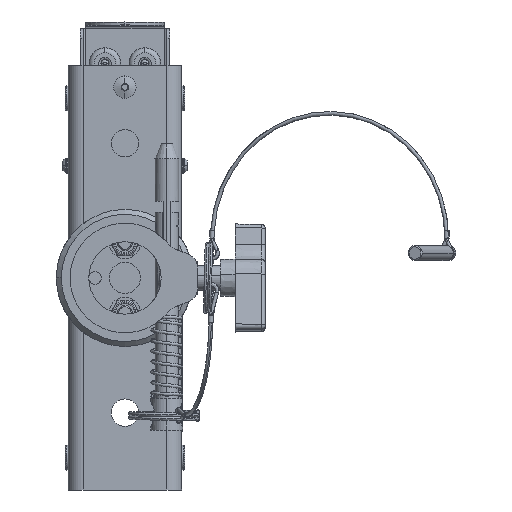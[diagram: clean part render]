
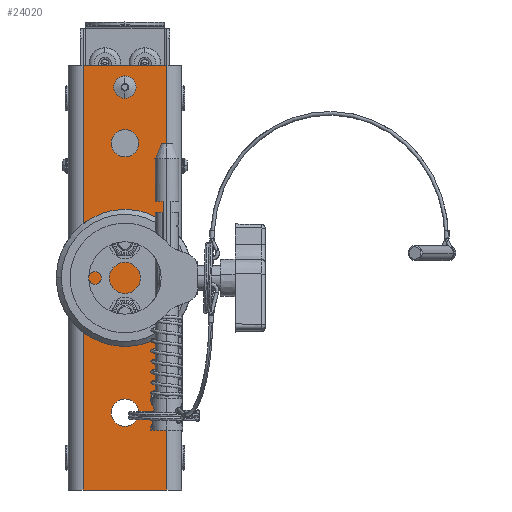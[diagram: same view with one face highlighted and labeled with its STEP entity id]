
A CAD part, front view. The second image highlights one B-rep face of the part: STEP entity #24020.
In plain terms, the highlighted planar face has unit normal (0, -1, 0).
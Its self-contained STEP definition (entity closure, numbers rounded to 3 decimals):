
#52 = DIRECTION ( 'NONE',  ( 0., -1., 0. ) ) ;
#259 = FACE_BOUND ( 'NONE', #4650, .T. ) ;
#740 = CIRCLE ( 'NONE', #40410, 5.5 ) ;
#1246 = DIRECTION ( 'NONE',  ( 0., 0., -1. ) ) ;
#1452 = CIRCLE ( 'NONE', #48319, 2.5 ) ;
#1856 = DIRECTION ( 'NONE',  ( 0., -1., 0. ) ) ;
#1935 = FACE_BOUND ( 'NONE', #6847, .T. ) ;
#2768 = CARTESIAN_POINT ( 'NONE',  ( -5.5, 0., 54. ) ) ;
#3100 = DIRECTION ( 'NONE',  ( -1., 0., 0. ) ) ;
#3534 = DIRECTION ( 'NONE',  ( 0., 0., 1. ) ) ;
#3548 = LINE ( 'NONE', #61204, #36441 ) ;
#3846 = CARTESIAN_POINT ( 'NONE',  ( 0., 0., -54. ) ) ;
#4088 = AXIS2_PLACEMENT_3D ( 'NONE', #50426, #66806, #61206 ) ;
#4650 = EDGE_LOOP ( 'NONE', ( #60566, #53385 ) ) ;
#5456 = EDGE_CURVE ( 'NONE', #48714, #56941, #46053, .T. ) ;
#6152 = VERTEX_POINT ( 'NONE', #55900 ) ;
#6793 = EDGE_CURVE ( 'NONE', #25070, #48714, #18125, .T. ) ;
#6847 = EDGE_LOOP ( 'NONE', ( #28292, #13743 ) ) ;
#7106 = VERTEX_POINT ( 'NONE', #30129 ) ;
#8205 = DIRECTION ( 'NONE',  ( 1., 0., 0. ) ) ;
#8556 = DIRECTION ( 'NONE',  ( 0., -1., 0. ) ) ;
#9394 = EDGE_CURVE ( 'NONE', #56941, #63839, #3548, .T. ) ;
#9431 = AXIS2_PLACEMENT_3D ( 'NONE', #19004, #35034, #68797 ) ;
#10440 = VERTEX_POINT ( 'NONE', #56249 ) ;
#12184 = CARTESIAN_POINT ( 'NONE',  ( 16.75, 0., 85. ) ) ;
#12578 = ORIENTED_EDGE ( 'NONE', *, *, #32571, .F. ) ;
#12824 = CARTESIAN_POINT ( 'NONE',  ( 0., 0., 54. ) ) ;
#13276 = AXIS2_PLACEMENT_3D ( 'NONE', #16757, #22383, #27814 ) ;
#13563 = EDGE_CURVE ( 'NONE', #55615, #10440, #1452, .T. ) ;
#13743 = ORIENTED_EDGE ( 'NONE', *, *, #37312, .F. ) ;
#14655 = FACE_BOUND ( 'NONE', #45419, .T. ) ;
#15722 = DIRECTION ( 'NONE',  ( 1., 0., 0. ) ) ;
#16324 = FACE_BOUND ( 'NONE', #23513, .T. ) ;
#16757 = CARTESIAN_POINT ( 'NONE',  ( 0., 0., 14. ) ) ;
#17049 = CARTESIAN_POINT ( 'NONE',  ( 5.5, 0., 54. ) ) ;
#18125 = LINE ( 'NONE', #19368, #50907 ) ;
#18217 = DIRECTION ( 'NONE',  ( 0., -1., 0. ) ) ;
#18616 = EDGE_CURVE ( 'NONE', #56956, #6152, #740, .T. ) ;
#18675 = DIRECTION ( 'NONE',  ( 1., 0., 0. ) ) ;
#19004 = CARTESIAN_POINT ( 'NONE',  ( 0., 0., -14. ) ) ;
#19368 = CARTESIAN_POINT ( 'NONE',  ( 16.75, 0., 85. ) ) ;
#20544 = DIRECTION ( 'NONE',  ( -1., 0., 0. ) ) ;
#21267 = AXIS2_PLACEMENT_3D ( 'NONE', #64281, #69251, #15722 ) ;
#21524 = LINE ( 'NONE', #67592, #47555 ) ;
#21738 = DIRECTION ( 'NONE',  ( 1., 0., 0. ) ) ;
#22383 = DIRECTION ( 'NONE',  ( 0., -1., 0. ) ) ;
#22545 = CIRCLE ( 'NONE', #13276, 3.25 ) ;
#23513 = EDGE_LOOP ( 'NONE', ( #31623, #65846 ) ) ;
#24020 = ADVANCED_FACE ( 'NONE', ( #16324, #1935, #57485, #14655, #259, #54985 ), #69020, .T. ) ;
#24432 = CARTESIAN_POINT ( 'NONE',  ( -5.5, 0., -54. ) ) ;
#25070 = VERTEX_POINT ( 'NONE', #50449 ) ;
#25480 = DIRECTION ( 'NONE',  ( 0., 1., 0. ) ) ;
#26708 = VECTOR ( 'NONE', #3100, 1000. ) ;
#27102 = CIRCLE ( 'NONE', #45755, 5.5 ) ;
#27814 = DIRECTION ( 'NONE',  ( 1., 0., 0. ) ) ;
#27819 = EDGE_LOOP ( 'NONE', ( #41222, #39762, #12578, #28429 ) ) ;
#28292 = ORIENTED_EDGE ( 'NONE', *, *, #43283, .F. ) ;
#28429 = ORIENTED_EDGE ( 'NONE', *, *, #6793, .T. ) ;
#28892 = VERTEX_POINT ( 'NONE', #2768 ) ;
#30129 = CARTESIAN_POINT ( 'NONE',  ( -3.25, 0., -14. ) ) ;
#30718 = CARTESIAN_POINT ( 'NONE',  ( 22.75, 0., 85. ) ) ;
#31412 = AXIS2_PLACEMENT_3D ( 'NONE', #43559, #52, #21738 ) ;
#31623 = ORIENTED_EDGE ( 'NONE', *, *, #33787, .F. ) ;
#31898 = CIRCLE ( 'NONE', #4088, 5.5 ) ;
#32571 = EDGE_CURVE ( 'NONE', #25070, #63839, #21524, .T. ) ;
#33787 = EDGE_CURVE ( 'NONE', #6152, #56956, #62553, .T. ) ;
#34702 = CARTESIAN_POINT ( 'NONE',  ( 0., 0., -14. ) ) ;
#35034 = DIRECTION ( 'NONE',  ( 0., -1., 0. ) ) ;
#36441 = VECTOR ( 'NONE', #1246, 1000. ) ;
#37312 = EDGE_CURVE ( 'NONE', #28892, #42159, #31898, .T. ) ;
#39762 = ORIENTED_EDGE ( 'NONE', *, *, #9394, .T. ) ;
#40028 = CARTESIAN_POINT ( 'NONE',  ( 0., 0., -54. ) ) ;
#40094 = DIRECTION ( 'NONE',  ( 0., -1., 0. ) ) ;
#40203 = CARTESIAN_POINT ( 'NONE',  ( -16.75, 0., -85. ) ) ;
#40410 = AXIS2_PLACEMENT_3D ( 'NONE', #3846, #8556, #62395 ) ;
#40762 = CARTESIAN_POINT ( 'NONE',  ( -2.5, 0., 76.5 ) ) ;
#40883 = DIRECTION ( 'NONE',  ( -1., 0., 0. ) ) ;
#41081 = EDGE_CURVE ( 'NONE', #58610, #65231, #41599, .T. ) ;
#41222 = ORIENTED_EDGE ( 'NONE', *, *, #5456, .T. ) ;
#41598 = CARTESIAN_POINT ( 'NONE',  ( 3.25, 0., -14. ) ) ;
#41599 = CIRCLE ( 'NONE', #31412, 3.25 ) ;
#41719 = CIRCLE ( 'NONE', #9431, 3.25 ) ;
#42159 = VERTEX_POINT ( 'NONE', #17049 ) ;
#42980 = EDGE_CURVE ( 'NONE', #10440, #55615, #64850, .T. ) ;
#43061 = ORIENTED_EDGE ( 'NONE', *, *, #13563, .T. ) ;
#43064 = EDGE_LOOP ( 'NONE', ( #43061, #66944 ) ) ;
#43283 = EDGE_CURVE ( 'NONE', #42159, #28892, #27102, .T. ) ;
#43559 = CARTESIAN_POINT ( 'NONE',  ( 0., 0., 14. ) ) ;
#45419 = EDGE_LOOP ( 'NONE', ( #59853, #66553 ) ) ;
#45755 = AXIS2_PLACEMENT_3D ( 'NONE', #12824, #18217, #61420 ) ;
#45823 = CARTESIAN_POINT ( 'NONE',  ( -16.75, 0., 85. ) ) ;
#46053 = LINE ( 'NONE', #30718, #26708 ) ;
#47555 = VECTOR ( 'NONE', #40883, 1000. ) ;
#48319 = AXIS2_PLACEMENT_3D ( 'NONE', #68428, #25480, #20544 ) ;
#48714 = VERTEX_POINT ( 'NONE', #12184 ) ;
#50426 = CARTESIAN_POINT ( 'NONE',  ( 0., 0., 54. ) ) ;
#50449 = CARTESIAN_POINT ( 'NONE',  ( 16.75, 0., -85. ) ) ;
#50907 = VECTOR ( 'NONE', #3534, 1000. ) ;
#53050 = CARTESIAN_POINT ( 'NONE',  ( 0., 0., 76.5 ) ) ;
#53385 = ORIENTED_EDGE ( 'NONE', *, *, #64387, .F. ) ;
#54985 = FACE_OUTER_BOUND ( 'NONE', #27819, .T. ) ;
#55615 = VERTEX_POINT ( 'NONE', #40762 ) ;
#55643 = AXIS2_PLACEMENT_3D ( 'NONE', #34702, #40094, #18675 ) ;
#55900 = CARTESIAN_POINT ( 'NONE',  ( 5.5, 0., -54. ) ) ;
#56113 = AXIS2_PLACEMENT_3D ( 'NONE', #53050, #69447, #58648 ) ;
#56249 = CARTESIAN_POINT ( 'NONE',  ( 2.5, 0., 76.5 ) ) ;
#56575 = CARTESIAN_POINT ( 'NONE',  ( -3.25, 0., 14. ) ) ;
#56941 = VERTEX_POINT ( 'NONE', #45823 ) ;
#56956 = VERTEX_POINT ( 'NONE', #24432 ) ;
#57485 = FACE_BOUND ( 'NONE', #43064, .T. ) ;
#58610 = VERTEX_POINT ( 'NONE', #56575 ) ;
#58616 = EDGE_CURVE ( 'NONE', #62264, #7106, #41719, .T. ) ;
#58648 = DIRECTION ( 'NONE',  ( -1., 0., 0. ) ) ;
#59112 = CARTESIAN_POINT ( 'NONE',  ( 3.25, 0., 14. ) ) ;
#59853 = ORIENTED_EDGE ( 'NONE', *, *, #67021, .F. ) ;
#60566 = ORIENTED_EDGE ( 'NONE', *, *, #41081, .F. ) ;
#60799 = CIRCLE ( 'NONE', #55643, 3.25 ) ;
#61204 = CARTESIAN_POINT ( 'NONE',  ( -16.75, 0., -85. ) ) ;
#61206 = DIRECTION ( 'NONE',  ( 1., 0., 0. ) ) ;
#61420 = DIRECTION ( 'NONE',  ( 1., 0., 0. ) ) ;
#62264 = VERTEX_POINT ( 'NONE', #41598 ) ;
#62395 = DIRECTION ( 'NONE',  ( 1., 0., 0. ) ) ;
#62553 = CIRCLE ( 'NONE', #67933, 5.5 ) ;
#63839 = VERTEX_POINT ( 'NONE', #40203 ) ;
#64281 = CARTESIAN_POINT ( 'NONE',  ( 22.75, 0., 85. ) ) ;
#64387 = EDGE_CURVE ( 'NONE', #65231, #58610, #22545, .T. ) ;
#64850 = CIRCLE ( 'NONE', #56113, 2.5 ) ;
#65231 = VERTEX_POINT ( 'NONE', #59112 ) ;
#65846 = ORIENTED_EDGE ( 'NONE', *, *, #18616, .F. ) ;
#66553 = ORIENTED_EDGE ( 'NONE', *, *, #58616, .F. ) ;
#66806 = DIRECTION ( 'NONE',  ( 0., -1., 0. ) ) ;
#66944 = ORIENTED_EDGE ( 'NONE', *, *, #42980, .T. ) ;
#67021 = EDGE_CURVE ( 'NONE', #7106, #62264, #60799, .T. ) ;
#67592 = CARTESIAN_POINT ( 'NONE',  ( 22.75, 0., -85. ) ) ;
#67933 = AXIS2_PLACEMENT_3D ( 'NONE', #40028, #1856, #8205 ) ;
#68428 = CARTESIAN_POINT ( 'NONE',  ( 0., 0., 76.5 ) ) ;
#68797 = DIRECTION ( 'NONE',  ( 1., 0., 0. ) ) ;
#69020 = PLANE ( 'NONE',  #21267 ) ;
#69251 = DIRECTION ( 'NONE',  ( 0., -1., 0. ) ) ;
#69447 = DIRECTION ( 'NONE',  ( 0., 1., 0. ) ) ;
